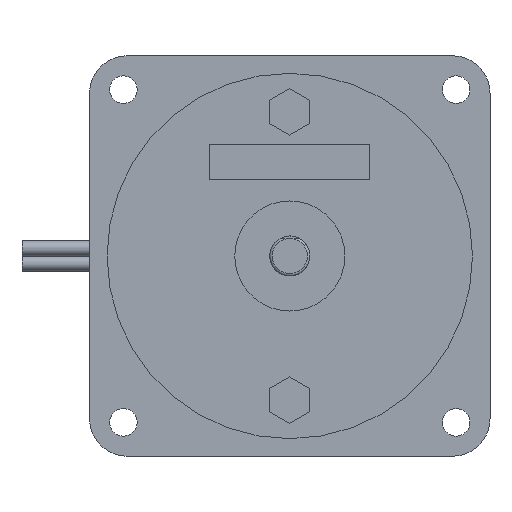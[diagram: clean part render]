
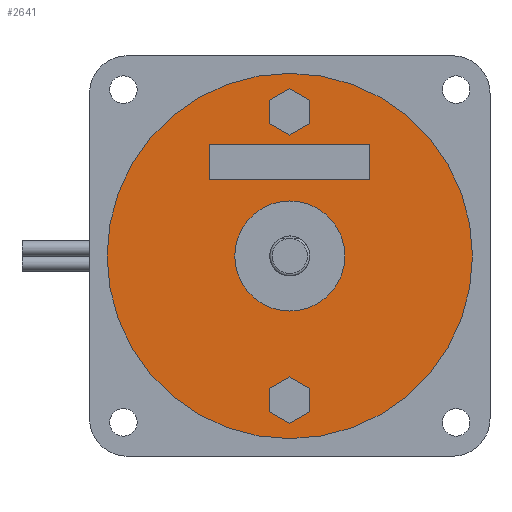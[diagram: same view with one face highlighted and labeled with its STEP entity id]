
A CAD part, front view. The second image highlights one B-rep face of the part: STEP entity #2641.
In plain terms, the highlighted planar face has unit normal (0, -1, 0).
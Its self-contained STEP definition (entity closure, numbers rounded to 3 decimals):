
#2020=CARTESIAN_POINT('',(11.0,-1.5,0.));
#2021=VERTEX_POINT('',#2020);
#2022=CARTESIAN_POINT('',(0.0,-1.5,0.0));
#2023=DIRECTION('',(0.0,1.0,0.0));
#2024=DIRECTION('',(-1.0,0.0,0.0));
#2025=AXIS2_PLACEMENT_3D('',#2022,#2023,#2024);
#2026=CIRCLE('',#2025,11.0);
#2027=EDGE_CURVE('',#2021,#2021,#2026,.T.);
#2059=CARTESIAN_POINT('',(0.0,-1.5,33.452));
#2060=VERTEX_POINT('',#2059);
#2067=CARTESIAN_POINT('',(-4.029,-1.5,31.126));
#2068=VERTEX_POINT('',#2067);
#2069=CARTESIAN_POINT('',(-4.029,-1.5,31.126));
#2070=DIRECTION('',(0.866,0.0,0.5));
#2071=VECTOR('',#2070,4.652);
#2072=LINE('',#2069,#2071);
#2073=EDGE_CURVE('',#2068,#2060,#2072,.T.);
#2098=CARTESIAN_POINT('',(-4.029,-1.5,26.474));
#2099=VERTEX_POINT('',#2098);
#2100=CARTESIAN_POINT('',(-4.029,-1.5,26.474));
#2101=DIRECTION('',(0.0,0.0,1.0));
#2102=VECTOR('',#2101,4.652);
#2103=LINE('',#2100,#2102);
#2104=EDGE_CURVE('',#2099,#2068,#2103,.T.);
#2129=CARTESIAN_POINT('',(0.0,-1.5,24.148));
#2130=VERTEX_POINT('',#2129);
#2131=CARTESIAN_POINT('',(0.0,-1.5,24.148));
#2132=DIRECTION('',(-0.866,0.0,0.5));
#2133=VECTOR('',#2132,4.652);
#2134=LINE('',#2131,#2133);
#2135=EDGE_CURVE('',#2130,#2099,#2134,.T.);
#2160=CARTESIAN_POINT('',(4.029,-1.5,26.474));
#2161=VERTEX_POINT('',#2160);
#2162=CARTESIAN_POINT('',(4.029,-1.5,26.474));
#2163=DIRECTION('',(-0.866,0.0,-0.5));
#2164=VECTOR('',#2163,4.652);
#2165=LINE('',#2162,#2164);
#2166=EDGE_CURVE('',#2161,#2130,#2165,.T.);
#2191=CARTESIAN_POINT('',(4.029,-1.5,31.126));
#2192=VERTEX_POINT('',#2191);
#2193=CARTESIAN_POINT('',(4.029,-1.5,31.126));
#2194=DIRECTION('',(0.0,0.0,-1.0));
#2195=VECTOR('',#2194,4.652);
#2196=LINE('',#2193,#2195);
#2197=EDGE_CURVE('',#2192,#2161,#2196,.T.);
#2220=CARTESIAN_POINT('',(0.0,-1.5,33.452));
#2221=DIRECTION('',(0.866,0.0,-0.5));
#2222=VECTOR('',#2221,4.652);
#2223=LINE('',#2220,#2222);
#2224=EDGE_CURVE('',#2060,#2192,#2223,.T.);
#2259=CARTESIAN_POINT('',(-4.029,-1.5,-31.126));
#2260=VERTEX_POINT('',#2259);
#2267=CARTESIAN_POINT('',(0.,-1.5,-33.452));
#2268=VERTEX_POINT('',#2267);
#2269=CARTESIAN_POINT('',(0.,-1.5,-33.452));
#2270=DIRECTION('',(-0.866,0.0,0.5));
#2271=VECTOR('',#2270,4.652);
#2272=LINE('',#2269,#2271);
#2273=EDGE_CURVE('',#2268,#2260,#2272,.T.);
#2298=CARTESIAN_POINT('',(4.029,-1.5,-31.126));
#2299=VERTEX_POINT('',#2298);
#2300=CARTESIAN_POINT('',(4.029,-1.5,-31.126));
#2301=DIRECTION('',(-0.866,0.0,-0.5));
#2302=VECTOR('',#2301,4.652);
#2303=LINE('',#2300,#2302);
#2304=EDGE_CURVE('',#2299,#2268,#2303,.T.);
#2329=CARTESIAN_POINT('',(4.029,-1.5,-26.474));
#2330=VERTEX_POINT('',#2329);
#2331=CARTESIAN_POINT('',(4.029,-1.5,-26.474));
#2332=DIRECTION('',(0.0,0.0,-1.0));
#2333=VECTOR('',#2332,4.652);
#2334=LINE('',#2331,#2333);
#2335=EDGE_CURVE('',#2330,#2299,#2334,.T.);
#2360=CARTESIAN_POINT('',(0.,-1.5,-24.148));
#2361=VERTEX_POINT('',#2360);
#2362=CARTESIAN_POINT('',(0.,-1.5,-24.148));
#2363=DIRECTION('',(0.866,0.0,-0.5));
#2364=VECTOR('',#2363,4.652);
#2365=LINE('',#2362,#2364);
#2366=EDGE_CURVE('',#2361,#2330,#2365,.T.);
#2391=CARTESIAN_POINT('',(-4.029,-1.5,-26.474));
#2392=VERTEX_POINT('',#2391);
#2393=CARTESIAN_POINT('',(-4.029,-1.5,-26.474));
#2394=DIRECTION('',(0.866,0.0,0.5));
#2395=VECTOR('',#2394,4.652);
#2396=LINE('',#2393,#2395);
#2397=EDGE_CURVE('',#2392,#2361,#2396,.T.);
#2420=CARTESIAN_POINT('',(-4.029,-1.5,-31.126));
#2421=DIRECTION('',(0.0,0.0,1.0));
#2422=VECTOR('',#2421,4.652);
#2423=LINE('',#2420,#2422);
#2424=EDGE_CURVE('',#2260,#2392,#2423,.T.);
#2459=CARTESIAN_POINT('',(-16.0,-1.5,22.25));
#2460=VERTEX_POINT('',#2459);
#2467=CARTESIAN_POINT('',(-16.0,-1.5,15.25));
#2468=VERTEX_POINT('',#2467);
#2469=CARTESIAN_POINT('',(-16.0,-1.5,15.25));
#2470=DIRECTION('',(0.0,0.0,1.0));
#2471=VECTOR('',#2470,7.);
#2472=LINE('',#2469,#2471);
#2473=EDGE_CURVE('',#2468,#2460,#2472,.T.);
#2498=CARTESIAN_POINT('',(16.0,-1.5,15.25));
#2499=VERTEX_POINT('',#2498);
#2500=CARTESIAN_POINT('',(16.,-1.5,15.25));
#2501=DIRECTION('',(-1.0,0.0,0.0));
#2502=VECTOR('',#2501,32.0);
#2503=LINE('',#2500,#2502);
#2504=EDGE_CURVE('',#2499,#2468,#2503,.T.);
#2529=CARTESIAN_POINT('',(16.0,-1.5,22.25));
#2530=VERTEX_POINT('',#2529);
#2531=CARTESIAN_POINT('',(16.0,-1.5,22.25));
#2532=DIRECTION('',(0.0,0.0,-1.0));
#2533=VECTOR('',#2532,7.0);
#2534=LINE('',#2531,#2533);
#2535=EDGE_CURVE('',#2530,#2499,#2534,.T.);
#2558=CARTESIAN_POINT('',(-16.,-1.5,22.25));
#2559=DIRECTION('',(1.0,0.0,0.0));
#2560=VECTOR('',#2559,32.0);
#2561=LINE('',#2558,#2560);
#2562=EDGE_CURVE('',#2460,#2530,#2561,.T.);
#2585=CARTESIAN_POINT('',(36.5,-1.5,0.));
#2586=VERTEX_POINT('',#2585);
#2587=CARTESIAN_POINT('',(0.0,-1.5,0.0));
#2588=DIRECTION('',(0.0,1.0,0.0));
#2589=DIRECTION('',(-1.0,0.0,0.0));
#2590=AXIS2_PLACEMENT_3D('',#2587,#2588,#2589);
#2591=CIRCLE('',#2590,36.5);
#2592=EDGE_CURVE('',#2586,#2586,#2591,.T.);
#2608=CARTESIAN_POINT('',(0.0,-1.5,0.0));
#2609=DIRECTION('',(0.0,1.0,0.0));
#2610=DIRECTION('',(0.0,0.0,1.0));
#2611=AXIS2_PLACEMENT_3D('',#2608,#2609,#2610);
#2612=PLANE('',#2611);
#2613=ORIENTED_EDGE('',*,*,#2592,.F.);
#2614=EDGE_LOOP('',(#2613));
#2615=FACE_OUTER_BOUND('',#2614,.T.);
#2616=ORIENTED_EDGE('',*,*,#2027,.T.);
#2617=EDGE_LOOP('',(#2616));
#2618=FACE_BOUND('',#2617,.T.);
#2619=ORIENTED_EDGE('',*,*,#2073,.T.);
#2620=ORIENTED_EDGE('',*,*,#2224,.T.);
#2621=ORIENTED_EDGE('',*,*,#2197,.T.);
#2622=ORIENTED_EDGE('',*,*,#2166,.T.);
#2623=ORIENTED_EDGE('',*,*,#2135,.T.);
#2624=ORIENTED_EDGE('',*,*,#2104,.T.);
#2625=EDGE_LOOP('',(#2619,#2620,#2621,#2622,#2623,#2624));
#2626=FACE_BOUND('',#2625,.T.);
#2627=ORIENTED_EDGE('',*,*,#2273,.T.);
#2628=ORIENTED_EDGE('',*,*,#2424,.T.);
#2629=ORIENTED_EDGE('',*,*,#2397,.T.);
#2630=ORIENTED_EDGE('',*,*,#2366,.T.);
#2631=ORIENTED_EDGE('',*,*,#2335,.T.);
#2632=ORIENTED_EDGE('',*,*,#2304,.T.);
#2633=EDGE_LOOP('',(#2627,#2628,#2629,#2630,#2631,#2632));
#2634=FACE_BOUND('',#2633,.T.);
#2635=ORIENTED_EDGE('',*,*,#2473,.T.);
#2636=ORIENTED_EDGE('',*,*,#2562,.T.);
#2637=ORIENTED_EDGE('',*,*,#2535,.T.);
#2638=ORIENTED_EDGE('',*,*,#2504,.T.);
#2639=EDGE_LOOP('',(#2635,#2636,#2637,#2638));
#2640=FACE_BOUND('',#2639,.T.);
#2641=ADVANCED_FACE('',(#2615,#2618,#2626,#2634,#2640),#2612,.F.);
